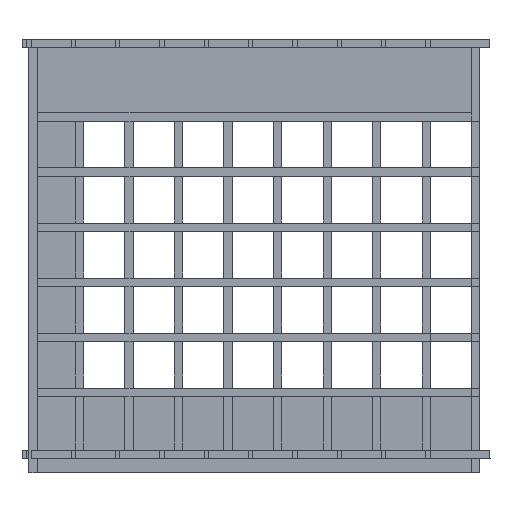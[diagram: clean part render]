
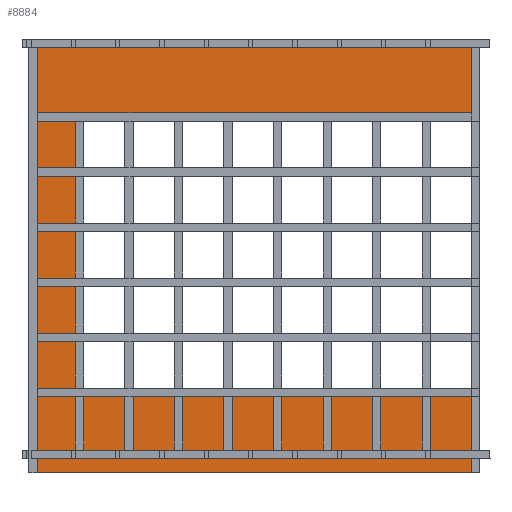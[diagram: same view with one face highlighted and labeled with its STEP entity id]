
A CAD part, front view. The second image highlights one B-rep face of the part: STEP entity #8884.
In plain terms, the highlighted planar face has unit normal (0, -1, 0).
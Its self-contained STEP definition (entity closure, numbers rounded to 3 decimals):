
#534=FACE_OUTER_BOUND('',#980,.T.);
#980=EDGE_LOOP('',(#7817,#7818,#7819,#7820,#7821,#7822,#7823,#7824,#7825,
#7826));
#2112=LINE('',#13842,#3356);
#2113=LINE('',#13845,#3357);
#2116=LINE('',#13852,#3360);
#2120=LINE('',#13860,#3364);
#2123=LINE('',#13866,#3367);
#2126=LINE('',#13871,#3370);
#2128=LINE('',#13875,#3372);
#2131=LINE('',#13881,#3375);
#2134=LINE('',#13887,#3378);
#2137=LINE('',#13892,#3381);
#3356=VECTOR('',#11334,10.);
#3357=VECTOR('',#11337,10.);
#3360=VECTOR('',#11342,10.);
#3364=VECTOR('',#11348,10.);
#3367=VECTOR('',#11353,10.);
#3370=VECTOR('',#11358,10.);
#3372=VECTOR('',#11362,10.);
#3375=VECTOR('',#11367,10.);
#3378=VECTOR('',#11372,10.);
#3381=VECTOR('',#11377,10.);
#4243=VERTEX_POINT('',#13835);
#4246=VERTEX_POINT('',#13840);
#4247=VERTEX_POINT('',#13844);
#4249=VERTEX_POINT('',#13850);
#4250=VERTEX_POINT('',#13851);
#4253=VERTEX_POINT('',#13859);
#4255=VERTEX_POINT('',#13865);
#4257=VERTEX_POINT('',#13874);
#4259=VERTEX_POINT('',#13880);
#4261=VERTEX_POINT('',#13886);
#5440=EDGE_CURVE('',#4246,#4243,#2112,.T.);
#5441=EDGE_CURVE('',#4247,#4243,#2113,.T.);
#5444=EDGE_CURVE('',#4249,#4250,#2116,.T.);
#5448=EDGE_CURVE('',#4253,#4249,#2120,.T.);
#5451=EDGE_CURVE('',#4255,#4253,#2123,.T.);
#5454=EDGE_CURVE('',#4255,#4247,#2126,.T.);
#5456=EDGE_CURVE('',#4246,#4257,#2128,.T.);
#5459=EDGE_CURVE('',#4257,#4259,#2131,.T.);
#5462=EDGE_CURVE('',#4261,#4259,#2134,.T.);
#5465=EDGE_CURVE('',#4250,#4261,#2137,.T.);
#7817=ORIENTED_EDGE('',*,*,#5465,.F.);
#7818=ORIENTED_EDGE('',*,*,#5444,.F.);
#7819=ORIENTED_EDGE('',*,*,#5448,.F.);
#7820=ORIENTED_EDGE('',*,*,#5451,.F.);
#7821=ORIENTED_EDGE('',*,*,#5454,.T.);
#7822=ORIENTED_EDGE('',*,*,#5441,.T.);
#7823=ORIENTED_EDGE('',*,*,#5440,.F.);
#7824=ORIENTED_EDGE('',*,*,#5456,.T.);
#7825=ORIENTED_EDGE('',*,*,#5459,.T.);
#7826=ORIENTED_EDGE('',*,*,#5462,.F.);
#8462=PLANE('',#9424);
#8884=ADVANCED_FACE('',(#534),#8462,.F.);
#9424=AXIS2_PLACEMENT_3D('',#13895,#11381,#11382);
#11334=DIRECTION('',(0.,0.,-1.));
#11337=DIRECTION('',(1.,0.,0.));
#11342=DIRECTION('',(0.,0.,-1.));
#11348=DIRECTION('',(1.,0.,0.));
#11353=DIRECTION('',(1.,0.,0.));
#11358=DIRECTION('',(0.,0.,-1.));
#11362=DIRECTION('',(0.,0.,1.));
#11367=DIRECTION('',(-1.,0.,0.));
#11372=DIRECTION('',(0.,0.,-1.));
#11377=DIRECTION('',(-1.,0.,0.));
#11381=DIRECTION('center_axis',(0.,1.,0.));
#11382=DIRECTION('ref_axis',(-1.,0.,0.));
#13835=CARTESIAN_POINT('',(502.162,200.153,-141.115));
#13840=CARTESIAN_POINT('',(502.162,200.153,-120.115));
#13842=CARTESIAN_POINT('',(502.162,200.153,-120.115));
#13844=CARTESIAN_POINT('',(-153.292,200.153,-141.115));
#13845=CARTESIAN_POINT('',(289.208,200.153,-141.115));
#13850=CARTESIAN_POINT('',(502.162,200.153,488.885));
#13851=CARTESIAN_POINT('',(502.162,200.153,369.777));
#13852=CARTESIAN_POINT('',(502.162,200.153,488.885));
#13859=CARTESIAN_POINT('',(436.708,200.153,488.885));
#13860=CARTESIAN_POINT('',(436.708,200.153,488.885));
#13865=CARTESIAN_POINT('',(-153.292,200.153,488.885));
#13866=CARTESIAN_POINT('',(-153.292,200.153,488.885));
#13871=CARTESIAN_POINT('',(-153.292,200.153,-120.115));
#13874=CARTESIAN_POINT('',(502.162,200.153,-18.223));
#13875=CARTESIAN_POINT('',(502.162,200.153,-30.223));
#13880=CARTESIAN_POINT('',(-73.838,200.153,-18.223));
#13881=CARTESIAN_POINT('',(502.162,200.153,-18.223));
#13886=CARTESIAN_POINT('',(-73.838,200.153,369.777));
#13887=CARTESIAN_POINT('',(-73.838,200.153,369.777));
#13892=CARTESIAN_POINT('',(502.162,200.153,369.777));
#13895=CARTESIAN_POINT('Origin',(174.435,200.153,184.385));
